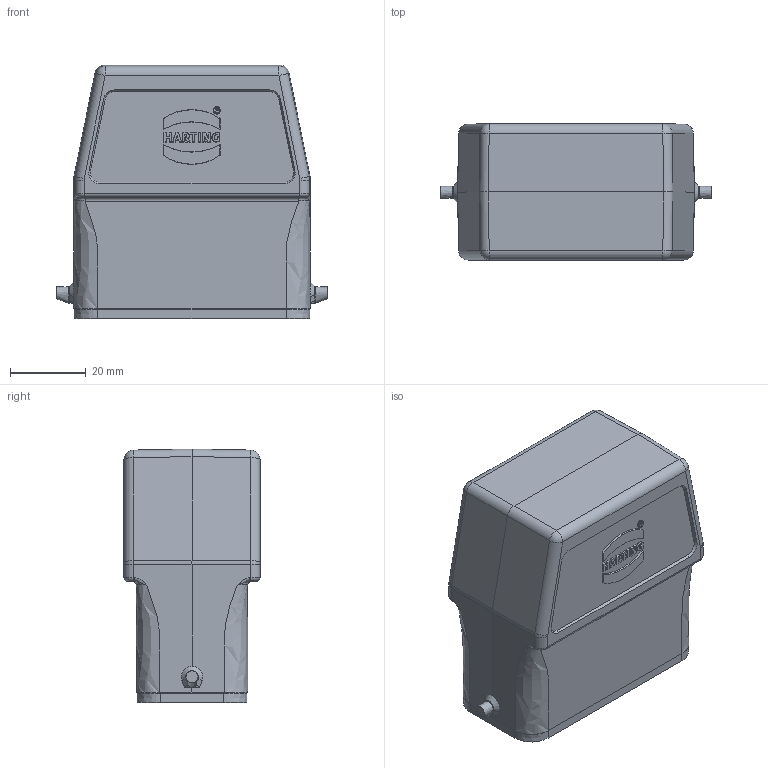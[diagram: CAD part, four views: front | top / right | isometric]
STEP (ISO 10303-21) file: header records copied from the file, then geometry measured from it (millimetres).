
FILE_DESCRIPTION(/* description */ (''),/* implementation_level */ '2;1');
FILE_NAME(/* name */ '100651612ugm000_a.stp',/* time_stamp */ '2015-12-04T09:50:49+01:00',/* author */ (''),/* organization */ (''),/* preprocessor_version */ 'ST-DEVELOPER v15',/* originating_system */ 'SIEMENS PLM Software NX 8.5',/* authorisation */ '');
FILE_SCHEMA (('AUTOMOTIVE_DESIGN { 1 0 10303 214 3 1 1 1 }'));
Length unit declared in the file: millimetre
Products named in the file (1): 100651612ugm000_a
Bounding box: 71.7 x 36 x 67.2 mm (x, y, z)
Volume: 55628.3 mm3; surface area: 25743.9 mm2
Topology: 1 solids, 1 shells, 369 faces, 932 edges, 573 vertices
Faces by surface type: plane 174, cylinder 87, bspline 72, cone 28, torus 4, sphere 4
Full cylindrical faces by diameter (mm): 3 x4
Entity records: 13398 total; most frequent: CARTESIAN_POINT 4229, ORIENTED_EDGE 1792, DIRECTION 1606, EDGE_CURVE 896, VERTEX_POINT 568, AXIS2_PLACEMENT_3D 550, LINE 506, VECTOR 506
